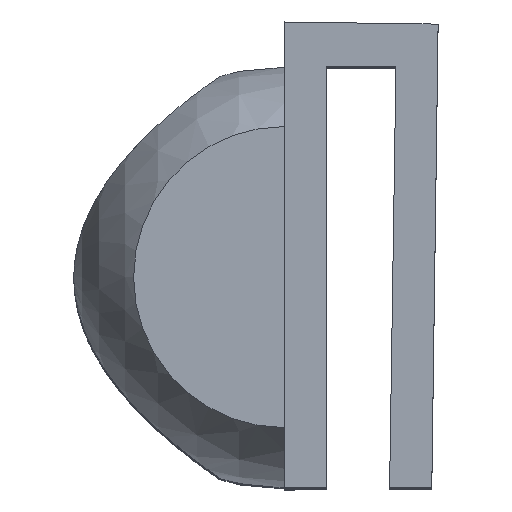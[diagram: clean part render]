
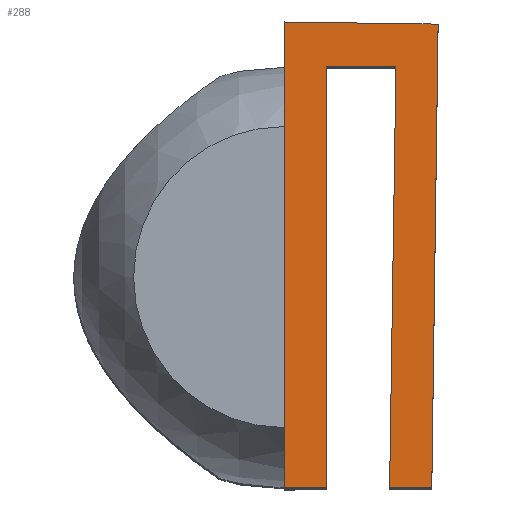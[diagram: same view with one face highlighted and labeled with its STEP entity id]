
A CAD part, top view. The second image highlights one B-rep face of the part: STEP entity #288.
In plain terms, the highlighted planar face has unit normal (0, 0, 1).
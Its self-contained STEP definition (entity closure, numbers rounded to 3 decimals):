
#68=FACE_OUTER_BOUND('',#83,.T.);
#83=EDGE_LOOP('',(#231,#232,#233,#234,#235,#236,#237,#238));
#92=LINE('',#478,#118);
#95=LINE('',#484,#121);
#98=LINE('',#490,#124);
#101=LINE('',#496,#127);
#104=LINE('',#502,#130);
#107=LINE('',#508,#133);
#110=LINE('',#514,#136);
#113=LINE('',#518,#139);
#118=VECTOR('',#388,10.);
#121=VECTOR('',#393,10.);
#124=VECTOR('',#398,10.);
#127=VECTOR('',#403,10.);
#130=VECTOR('',#408,10.);
#133=VECTOR('',#413,10.);
#136=VECTOR('',#418,10.);
#139=VECTOR('',#423,10.);
#144=VERTEX_POINT('',#475);
#145=VERTEX_POINT('',#477);
#147=VERTEX_POINT('',#483);
#149=VERTEX_POINT('',#489);
#151=VERTEX_POINT('',#495);
#153=VERTEX_POINT('',#501);
#155=VERTEX_POINT('',#507);
#157=VERTEX_POINT('',#513);
#167=EDGE_CURVE('',#145,#144,#92,.T.);
#170=EDGE_CURVE('',#147,#145,#95,.T.);
#173=EDGE_CURVE('',#149,#147,#98,.T.);
#176=EDGE_CURVE('',#151,#149,#101,.T.);
#179=EDGE_CURVE('',#153,#151,#104,.T.);
#182=EDGE_CURVE('',#155,#153,#107,.T.);
#185=EDGE_CURVE('',#157,#155,#110,.T.);
#188=EDGE_CURVE('',#144,#157,#113,.T.);
#231=ORIENTED_EDGE('',*,*,#188,.T.);
#232=ORIENTED_EDGE('',*,*,#185,.T.);
#233=ORIENTED_EDGE('',*,*,#182,.T.);
#234=ORIENTED_EDGE('',*,*,#179,.T.);
#235=ORIENTED_EDGE('',*,*,#176,.T.);
#236=ORIENTED_EDGE('',*,*,#173,.T.);
#237=ORIENTED_EDGE('',*,*,#170,.T.);
#238=ORIENTED_EDGE('',*,*,#167,.T.);
#275=PLANE('',#357);
#288=ADVANCED_FACE('',(#68),#275,.T.);
#357=AXIS2_PLACEMENT_3D('',#519,#424,#425);
#388=DIRECTION('',(-1.,0.014,0.));
#393=DIRECTION('',(0.014,1.,0.));
#398=DIRECTION('',(1.,0.,0.));
#403=DIRECTION('',(-0.015,-1.,0.));
#408=DIRECTION('',(1.,0.,0.));
#413=DIRECTION('',(0.,1.,0.));
#418=DIRECTION('',(1.,0.,0.));
#423=DIRECTION('',(0.,-1.,0.));
#424=DIRECTION('center_axis',(0.,0.,1.));
#425=DIRECTION('ref_axis',(1.,0.,0.));
#475=CARTESIAN_POINT('',(-2.,2.1,14.));
#477=CARTESIAN_POINT('',(5.3,2.,14.));
#478=CARTESIAN_POINT('',(5.3,2.,14.));
#483=CARTESIAN_POINT('',(5.,-20.,14.));
#484=CARTESIAN_POINT('',(5.,-20.,14.));
#489=CARTESIAN_POINT('',(3.,-20.,14.));
#490=CARTESIAN_POINT('',(3.,-20.,14.));
#495=CARTESIAN_POINT('',(3.3,0.,14.));
#496=CARTESIAN_POINT('',(3.3,0.,14.));
#501=CARTESIAN_POINT('',(0.,0.,14.));
#502=CARTESIAN_POINT('',(0.,0.,14.));
#507=CARTESIAN_POINT('',(0.,-20.,14.));
#508=CARTESIAN_POINT('',(0.,-20.,14.));
#513=CARTESIAN_POINT('',(-2.,-20.,14.));
#514=CARTESIAN_POINT('',(-2.,-20.,14.));
#518=CARTESIAN_POINT('',(-2.,2.1,14.));
#519=CARTESIAN_POINT('Origin',(1.65,-8.95,14.));
